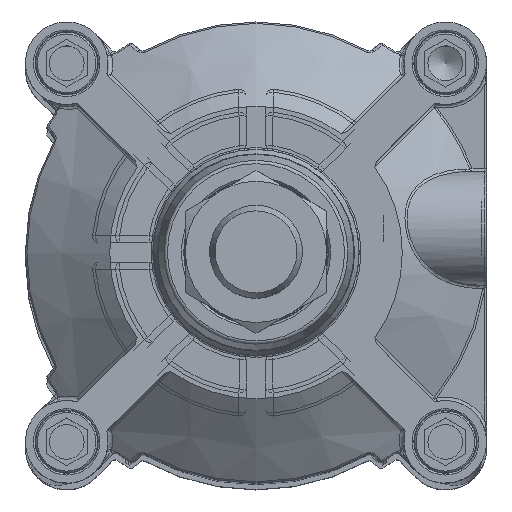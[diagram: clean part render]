
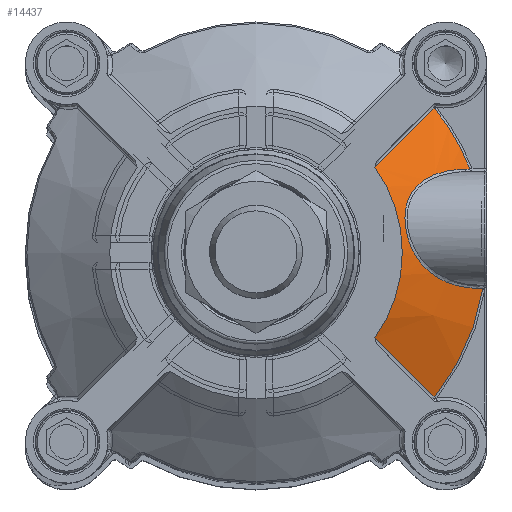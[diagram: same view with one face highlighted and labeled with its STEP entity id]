
A CAD part, top view. The second image highlights one B-rep face of the part: STEP entity #14437.
In plain terms, the highlighted conical face has half-angle 50.774 degrees and reference radius 54.75 mm.
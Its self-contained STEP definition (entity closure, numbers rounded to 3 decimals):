
#432=B_SPLINE_CURVE_WITH_KNOTS('',3,(#27607,#27608,#27609,#27610),
 .UNSPECIFIED.,.F.,.F.,(4,4),(0.339,3.46),
 .UNSPECIFIED.);
#437=B_SPLINE_CURVE_WITH_KNOTS('',3,(#27673,#27674,#27675,#27676),
 .UNSPECIFIED.,.F.,.F.,(4,4),(0.036,3.158),
 .UNSPECIFIED.);
#438=B_SPLINE_CURVE_WITH_KNOTS('',3,(#27788,#27789,#27790,#27791,#27792,
#27793,#27794,#27795,#27796,#27797,#27798,#27799,#27800,#27801,#27802),
 .UNSPECIFIED.,.F.,.F.,(4,1,1,1,1,1,1,1,1,1,1,1,4),(-6.953,-6.208,
-5.96,-4.967,-4.47,-3.973,-3.311,
-2.98,-2.318,-1.987,-1.49,
-0.993,0.),.UNSPECIFIED.);
#447=B_SPLINE_CURVE_WITH_KNOTS('',3,(#28265,#28266,#28267,#28268),
 .UNSPECIFIED.,.F.,.F.,(4,4),(-0.348,-0.188),
 .UNSPECIFIED.);
#448=B_SPLINE_CURVE_WITH_KNOTS('',3,(#28276,#28277,#28278,#28279),
 .UNSPECIFIED.,.F.,.F.,(4,4),(-0.021,0.),
 .UNSPECIFIED.);
#2468=FACE_OUTER_BOUND('',#3330,.T.);
#3330=EDGE_LOOP('',(#12555,#12556,#12557,#12558,#12559,#12560,#12561,#12562,
#12563,#12564,#12565));
#5980=CIRCLE('',#16075,1227.126);
#6012=CIRCLE('',#16123,42.5);
#6021=CIRCLE('',#16135,13.782);
#6022=CIRCLE('',#16136,13.782);
#6023=CIRCLE('',#16137,66.724);
#6024=CIRCLE('',#16138,66.724);
#7105=VERTEX_POINT('',#27603);
#7107=VERTEX_POINT('',#27606);
#7112=VERTEX_POINT('',#27658);
#7113=VERTEX_POINT('',#27660);
#7115=VERTEX_POINT('',#27704);
#7117=VERTEX_POINT('',#27707);
#7119=VERTEX_POINT('',#27787);
#7150=VERTEX_POINT('',#28263);
#7151=VERTEX_POINT('',#28270);
#7152=VERTEX_POINT('',#28272);
#7153=VERTEX_POINT('',#28274);
#8971=EDGE_CURVE('',#7105,#7107,#432,.T.);
#8979=EDGE_CURVE('',#7113,#7112,#437,.T.);
#8985=EDGE_CURVE('',#7115,#7117,#5980,.T.);
#8988=EDGE_CURVE('',#7117,#7119,#438,.T.);
#9032=EDGE_CURVE('',#7107,#7113,#6012,.T.);
#9043=EDGE_CURVE('',#7119,#7150,#447,.T.);
#9044=EDGE_CURVE('',#7112,#7151,#6021,.T.);
#9045=EDGE_CURVE('',#7152,#7105,#6022,.T.);
#9046=EDGE_CURVE('',#7153,#7152,#6023,.T.);
#9047=EDGE_CURVE('',#7150,#7153,#448,.T.);
#9048=EDGE_CURVE('',#7151,#7115,#6024,.T.);
#12555=ORIENTED_EDGE('',*,*,#9044,.F.);
#12556=ORIENTED_EDGE('',*,*,#8979,.F.);
#12557=ORIENTED_EDGE('',*,*,#9032,.F.);
#12558=ORIENTED_EDGE('',*,*,#8971,.F.);
#12559=ORIENTED_EDGE('',*,*,#9045,.F.);
#12560=ORIENTED_EDGE('',*,*,#9046,.F.);
#12561=ORIENTED_EDGE('',*,*,#9047,.F.);
#12562=ORIENTED_EDGE('',*,*,#9043,.F.);
#12563=ORIENTED_EDGE('',*,*,#8988,.F.);
#12564=ORIENTED_EDGE('',*,*,#8985,.F.);
#12565=ORIENTED_EDGE('',*,*,#9048,.F.);
#13812=CONICAL_SURFACE('',#16134,54.75,0.886);
#14437=ADVANCED_FACE('',(#2468),#13812,.T.);
#16075=AXIS2_PLACEMENT_3D('',#27708,#19458,#19459);
#16123=AXIS2_PLACEMENT_3D('',#28197,#19561,#19562);
#16134=AXIS2_PLACEMENT_3D('',#28269,#19583,#19584);
#16135=AXIS2_PLACEMENT_3D('',#28271,#19585,#19586);
#16136=AXIS2_PLACEMENT_3D('',#28273,#19587,#19588);
#16137=AXIS2_PLACEMENT_3D('',#28275,#19589,#19590);
#16138=AXIS2_PLACEMENT_3D('',#28280,#19591,#19592);
#19458=DIRECTION('center_axis',(0.043,0.998,-0.052));
#19459=DIRECTION('ref_axis',(0.603,-0.067,-0.795));
#19561=DIRECTION('center_axis',(0.,0.,
-1.));
#19562=DIRECTION('ref_axis',(1.,0.,0.));
#19583=DIRECTION('center_axis',(0.,0.,
1.));
#19584=DIRECTION('ref_axis',(0.707,-0.707,0.));
#19585=DIRECTION('center_axis',(0.488,-0.452,-0.747));
#19586=DIRECTION('ref_axis',(0.084,0.876,-0.475));
#19587=DIRECTION('center_axis',(0.488,0.452,-0.747));
#19588=DIRECTION('ref_axis',(0.066,-0.872,-0.485));
#19589=DIRECTION('center_axis',(0.,0.,
1.));
#19590=DIRECTION('ref_axis',(0.914,0.407,0.));
#19591=DIRECTION('center_axis',(0.,0.,
1.));
#19592=DIRECTION('ref_axis',(0.864,-0.504,0.));
#27603=CARTESIAN_POINT('',(51.712,41.906,-130.959));
#27606=CARTESIAN_POINT('',(34.531,24.776,-150.6));
#27607=CARTESIAN_POINT('Ctrl Pts',(51.712,41.906,-130.959));
#27608=CARTESIAN_POINT('Ctrl Pts',(45.995,36.2,-137.518));
#27609=CARTESIAN_POINT('Ctrl Pts',(40.273,30.491,-144.072));
#27610=CARTESIAN_POINT('Ctrl Pts',(34.531,24.776,-150.6));
#27658=CARTESIAN_POINT('',(51.712,-41.906,-130.959));
#27660=CARTESIAN_POINT('',(34.531,-24.776,-150.6));
#27673=CARTESIAN_POINT('Ctrl Pts',(34.531,-24.776,-150.6));
#27674=CARTESIAN_POINT('Ctrl Pts',(40.273,-30.491,-144.072));
#27675=CARTESIAN_POINT('Ctrl Pts',(45.995,-36.2,-137.518));
#27676=CARTESIAN_POINT('Ctrl Pts',(51.712,-41.906,-130.959));
#27704=CARTESIAN_POINT('',(62.153,-24.27,-130.825));
#27707=CARTESIAN_POINT('',(60.838,-24.266,-131.825));
#27708=CARTESIAN_POINT('Origin',(-679.372,57.857,843.46));
#27787=CARTESIAN_POINT('',(64.668,10.4,-131.825));
#27788=CARTESIAN_POINT('Ctrl Pts',(60.838,-24.266,-131.825));
#27789=CARTESIAN_POINT('Ctrl Pts',(58.862,-24.259,-133.326));
#27790=CARTESIAN_POINT('Ctrl Pts',(56.232,-23.999,-135.387));
#27791=CARTESIAN_POINT('Ctrl Pts',(51.265,-22.647,-139.54));
#27792=CARTESIAN_POINT('Ctrl Pts',(47.202,-20.47,-143.309));
#27793=CARTESIAN_POINT('Ctrl Pts',(44.112,-15.818,-147.067));
#27794=CARTESIAN_POINT('Ctrl Pts',(42.97,-10.771,-149.223));
#27795=CARTESIAN_POINT('Ctrl Pts',(43.538,-5.769,-149.523));
#27796=CARTESIAN_POINT('Ctrl Pts',(45.297,-0.668,
-148.374));
#27797=CARTESIAN_POINT('Ctrl Pts',(47.464,2.789,-146.508));
#27798=CARTESIAN_POINT('Ctrl Pts',(50.432,5.766,-143.867));
#27799=CARTESIAN_POINT('Ctrl Pts',(53.409,7.807,-141.236));
#27800=CARTESIAN_POINT('Ctrl Pts',(58.197,9.838,-137.113));
#27801=CARTESIAN_POINT('Ctrl Pts',(62.091,10.396,-133.903));
#27802=CARTESIAN_POINT('Ctrl Pts',(64.668,10.4,-131.825));
#28197=CARTESIAN_POINT('Origin',(0.,0.,
-150.6));
#28263=CARTESIAN_POINT('',(65.909,10.401,-130.825));
#28265=CARTESIAN_POINT('Ctrl Pts',(64.668,10.4,-131.825));
#28266=CARTESIAN_POINT('Ctrl Pts',(65.082,10.4,-131.492));
#28267=CARTESIAN_POINT('Ctrl Pts',(65.495,10.401,-131.158));
#28268=CARTESIAN_POINT('Ctrl Pts',(65.909,10.401,-130.825));
#28269=CARTESIAN_POINT('Origin',(0.,0.,
-140.6));
#28270=CARTESIAN_POINT('',(51.964,-41.855,-130.825));
#28271=CARTESIAN_POINT('Origin',(50.804,-53.926,-124.278));
#28272=CARTESIAN_POINT('',(51.964,41.855,-130.825));
#28273=CARTESIAN_POINT('Origin',(50.804,53.926,-124.278));
#28274=CARTESIAN_POINT('',(65.876,10.606,-130.825));
#28275=CARTESIAN_POINT('Origin',(0.,0.,
-130.825));
#28276=CARTESIAN_POINT('Ctrl Pts',(65.909,10.401,-130.825));
#28277=CARTESIAN_POINT('Ctrl Pts',(65.898,10.47,-130.825));
#28278=CARTESIAN_POINT('Ctrl Pts',(65.887,10.538,-130.825));
#28279=CARTESIAN_POINT('Ctrl Pts',(65.876,10.606,-130.825));
#28280=CARTESIAN_POINT('Origin',(0.,0.,
-130.825));
